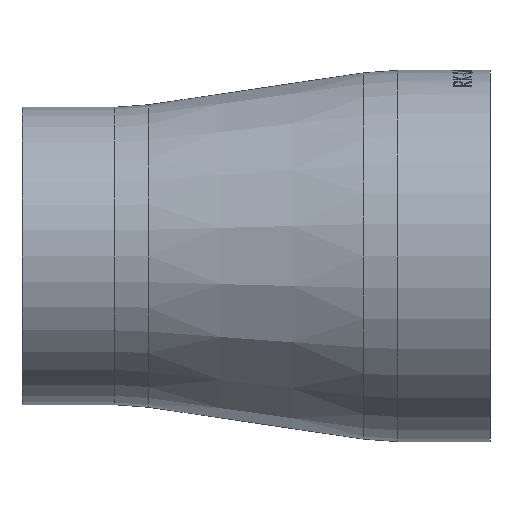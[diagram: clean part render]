
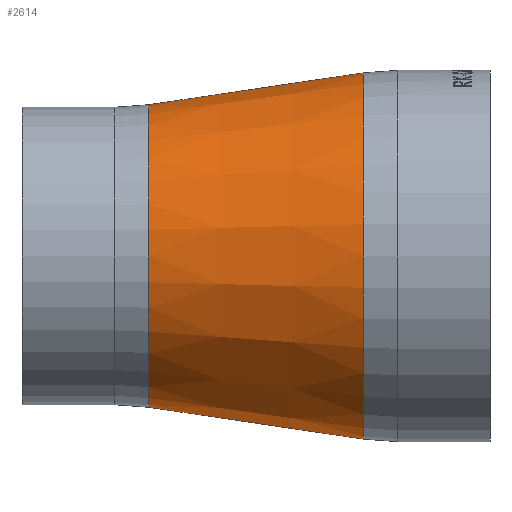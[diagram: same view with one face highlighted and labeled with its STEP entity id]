
A CAD part, left-side view. The second image highlights one B-rep face of the part: STEP entity #2614.
In plain terms, the highlighted conical face has half-angle 8.451 degrees and reference radius 24.563 mm.
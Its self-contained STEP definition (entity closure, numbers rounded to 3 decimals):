
#13 = VERTEX_POINT ( 'NONE', #5456 ) ;
#885 = DIRECTION ( 'NONE',  ( 0., -1., 0. ) ) ;
#2367 = DIRECTION ( 'NONE',  ( 0., 0., -1. ) ) ;
#2614 = ADVANCED_FACE ( 'NONE', ( #7415, #4492 ), #5366, .T. ) ;
#2733 = EDGE_LOOP ( 'NONE', ( #4191 ) ) ;
#2851 = EDGE_CURVE ( 'NONE', #13, #13, #6274, .T. ) ;
#3184 = DIRECTION ( 'NONE',  ( 0., -1., 0. ) ) ;
#3272 = VERTEX_POINT ( 'NONE', #3855 ) ;
#3457 = ORIENTED_EDGE ( 'NONE', *, *, #2851, .T. ) ;
#3690 = CARTESIAN_POINT ( 'NONE',  ( 0., 20.584, 0. ) ) ;
#3855 = CARTESIAN_POINT ( 'NONE',  ( 0., 20.584, -29.737 ) ) ;
#3875 = AXIS2_PLACEMENT_3D ( 'NONE', #5315, #3184, #4631 ) ;
#3985 = AXIS2_PLACEMENT_3D ( 'NONE', #5401, #7474, #6556 ) ;
#4191 = ORIENTED_EDGE ( 'NONE', *, *, #5823, .F. ) ;
#4492 = FACE_BOUND ( 'NONE', #8501, .T. ) ;
#4508 = CIRCLE ( 'NONE', #7197, 29.737 ) ;
#4631 = DIRECTION ( 'NONE',  ( 0., 0., -1. ) ) ;
#5315 = CARTESIAN_POINT ( 'NONE',  ( 0., 55.416, 0. ) ) ;
#5366 = CONICAL_SURFACE ( 'NONE', #3985, 24.563, 0.147 ) ;
#5401 = CARTESIAN_POINT ( 'NONE',  ( 0., 55.416, 0. ) ) ;
#5456 = CARTESIAN_POINT ( 'NONE',  ( 0., 55.416, -24.563 ) ) ;
#5823 = EDGE_CURVE ( 'NONE', #3272, #3272, #4508, .T. ) ;
#6274 = CIRCLE ( 'NONE', #3875, 24.563 ) ;
#6556 = DIRECTION ( 'NONE',  ( 0., 0., -1. ) ) ;
#7197 = AXIS2_PLACEMENT_3D ( 'NONE', #3690, #885, #2367 ) ;
#7415 = FACE_OUTER_BOUND ( 'NONE', #2733, .T. ) ;
#7474 = DIRECTION ( 'NONE',  ( 0., -1., 0. ) ) ;
#8501 = EDGE_LOOP ( 'NONE', ( #3457 ) ) ;
